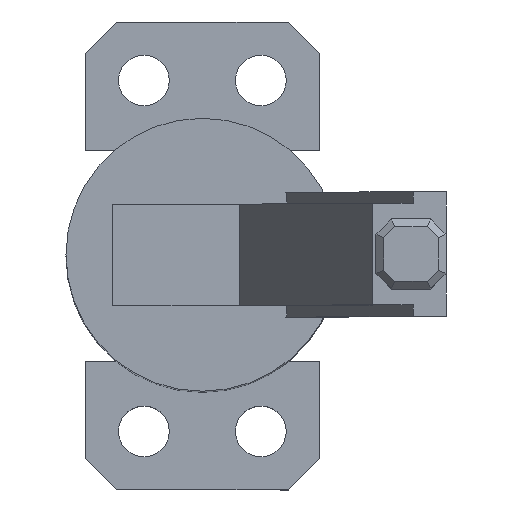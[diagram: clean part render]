
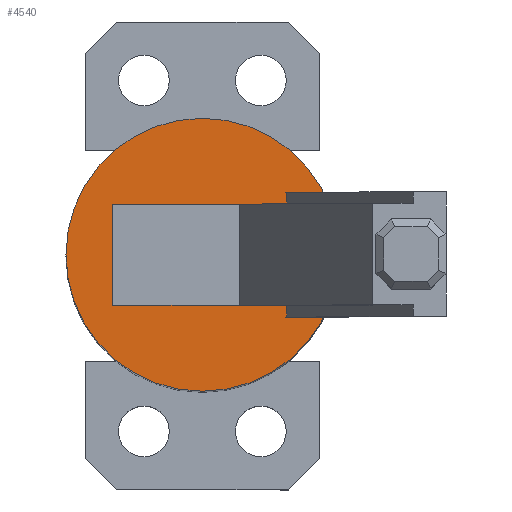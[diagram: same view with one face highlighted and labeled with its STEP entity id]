
A CAD part, top view. The second image highlights one B-rep face of the part: STEP entity #4540.
In plain terms, the highlighted face is planar.
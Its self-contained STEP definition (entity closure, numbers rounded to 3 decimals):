
#11 = CARTESIAN_POINT ( 'NONE',  ( -8., 0., -10.794 ) ) ;
#23 = ORIENTED_EDGE ( 'NONE', *, *, #999, .F. ) ;
#50 = VECTOR ( 'NONE', #3676, 1000. ) ;
#122 = DIRECTION ( 'NONE',  ( 0., 0., 1. ) ) ;
#185 = DIRECTION ( 'NONE',  ( -1., 0., 0. ) ) ;
#255 = VECTOR ( 'NONE', #4484, 1000. ) ;
#264 = CARTESIAN_POINT ( 'NONE',  ( 0., 0., 11.5 ) ) ;
#271 = ORIENTED_EDGE ( 'NONE', *, *, #3761, .T. ) ;
#354 = VERTEX_POINT ( 'NONE', #4544 ) ;
#377 = CARTESIAN_POINT ( 'NONE',  ( 0., 0., -15. ) ) ;
#625 = VECTOR ( 'NONE', #1213, 1000. ) ;
#626 = LINE ( 'NONE', #2077, #3856 ) ;
#660 = ORIENTED_EDGE ( 'NONE', *, *, #4558, .T. ) ;
#742 = CARTESIAN_POINT ( 'NONE',  ( 0., 0., -17.5 ) ) ;
#752 = AXIS2_PLACEMENT_3D ( 'NONE', #857, #2130, #122 ) ;
#809 = CARTESIAN_POINT ( 'NONE',  ( 0., 0., 0. ) ) ;
#836 = FACE_OUTER_BOUND ( 'NONE', #1536, .T. ) ;
#857 = CARTESIAN_POINT ( 'NONE',  ( 0., 0., 0. ) ) ;
#999 = EDGE_CURVE ( 'NONE', #2141, #2710, #2598, .T. ) ;
#1033 = LINE ( 'NONE', #264, #255 ) ;
#1044 = DIRECTION ( 'NONE',  ( 0., 0., 1. ) ) ;
#1063 = DIRECTION ( 'NONE',  ( 0., 1., 0. ) ) ;
#1110 = VECTOR ( 'NONE', #3910, 1000. ) ;
#1160 = CARTESIAN_POINT ( 'NONE',  ( -6.5, 0., 11.5 ) ) ;
#1213 = DIRECTION ( 'NONE',  ( 1., 0., 0. ) ) ;
#1311 = AXIS2_PLACEMENT_3D ( 'NONE', #809, #2478, #2953 ) ;
#1376 = ORIENTED_EDGE ( 'NONE', *, *, #3620, .T. ) ;
#1500 = PLANE ( 'NONE',  #4880 ) ;
#1530 = CARTESIAN_POINT ( 'NONE',  ( -6.5, 0., 0. ) ) ;
#1536 = EDGE_LOOP ( 'NONE', ( #4562, #4218 ) ) ;
#1538 = CARTESIAN_POINT ( 'NONE',  ( -6.5, 0., -10.794 ) ) ;
#1611 = LINE ( 'NONE', #377, #50 ) ;
#1643 = VERTEX_POINT ( 'NONE', #2047 ) ;
#2047 = CARTESIAN_POINT ( 'NONE',  ( 0., 0., 17.5 ) ) ;
#2077 = CARTESIAN_POINT ( 'NONE',  ( -8., 0., 0. ) ) ;
#2080 = VERTEX_POINT ( 'NONE', #4893 ) ;
#2130 = DIRECTION ( 'NONE',  ( 0., -1., 0. ) ) ;
#2141 = VERTEX_POINT ( 'NONE', #1538 ) ;
#2326 = VECTOR ( 'NONE', #1044, 1000. ) ;
#2348 = EDGE_LOOP ( 'NONE', ( #4260, #271, #3326, #3920, #1376, #660, #23, #3507 ) ) ;
#2470 = EDGE_CURVE ( 'NONE', #1643, #2719, #3998, .T. ) ;
#2478 = DIRECTION ( 'NONE',  ( 0., -1., 0. ) ) ;
#2496 = CIRCLE ( 'NONE', #1311, 17.5 ) ;
#2505 = DIRECTION ( 'NONE',  ( 0., 0., 1. ) ) ;
#2507 = CARTESIAN_POINT ( 'NONE',  ( 8., 0., -10.794 ) ) ;
#2598 = LINE ( 'NONE', #1530, #4243 ) ;
#2643 = CARTESIAN_POINT ( 'NONE',  ( 8., 0., 0. ) ) ;
#2710 = VERTEX_POINT ( 'NONE', #1160 ) ;
#2719 = VERTEX_POINT ( 'NONE', #742 ) ;
#2818 = CARTESIAN_POINT ( 'NONE',  ( 6.5, 0., 0. ) ) ;
#2846 = VERTEX_POINT ( 'NONE', #11 ) ;
#2889 = EDGE_CURVE ( 'NONE', #2719, #1643, #2496, .T. ) ;
#2953 = DIRECTION ( 'NONE',  ( 0., 0., 1. ) ) ;
#3086 = EDGE_CURVE ( 'NONE', #3695, #5288, #4602, .T. ) ;
#3116 = EDGE_CURVE ( 'NONE', #5288, #354, #4976, .T. ) ;
#3147 = DIRECTION ( 'NONE',  ( 0., 0., 1. ) ) ;
#3326 = ORIENTED_EDGE ( 'NONE', *, *, #3086, .T. ) ;
#3507 = ORIENTED_EDGE ( 'NONE', *, *, #3924, .F. ) ;
#3620 = EDGE_CURVE ( 'NONE', #354, #4820, #3921, .T. ) ;
#3676 = DIRECTION ( 'NONE',  ( 1., 0., 0. ) ) ;
#3695 = VERTEX_POINT ( 'NONE', #4874 ) ;
#3755 = CARTESIAN_POINT ( 'NONE',  ( 8., 0., -10.794 ) ) ;
#3761 = EDGE_CURVE ( 'NONE', #2080, #3695, #1611, .T. ) ;
#3856 = VECTOR ( 'NONE', #2505, 1000. ) ;
#3910 = DIRECTION ( 'NONE',  ( 0., 0., 1. ) ) ;
#3920 = ORIENTED_EDGE ( 'NONE', *, *, #3116, .T. ) ;
#3921 = LINE ( 'NONE', #2818, #2326 ) ;
#3924 = EDGE_CURVE ( 'NONE', #2846, #2141, #4897, .T. ) ;
#3998 = CIRCLE ( 'NONE', #752, 17.5 ) ;
#4218 = ORIENTED_EDGE ( 'NONE', *, *, #2889, .F. ) ;
#4243 = VECTOR ( 'NONE', #3147, 1000. ) ;
#4260 = ORIENTED_EDGE ( 'NONE', *, *, #4913, .F. ) ;
#4320 = FACE_BOUND ( 'NONE', #2348, .T. ) ;
#4447 = DIRECTION ( 'NONE',  ( 0., 0., 1. ) ) ;
#4484 = DIRECTION ( 'NONE',  ( -1., 0., 0. ) ) ;
#4540 = ADVANCED_FACE ( 'NONE', ( #4320, #836 ), #1500, .T. ) ;
#4544 = CARTESIAN_POINT ( 'NONE',  ( 6.5, 0., -10.794 ) ) ;
#4558 = EDGE_CURVE ( 'NONE', #4820, #2710, #1033, .T. ) ;
#4562 = ORIENTED_EDGE ( 'NONE', *, *, #2470, .F. ) ;
#4602 = LINE ( 'NONE', #2643, #1110 ) ;
#4626 = CARTESIAN_POINT ( 'NONE',  ( 6.5, 0., 11.5 ) ) ;
#4719 = VECTOR ( 'NONE', #185, 1000. ) ;
#4735 = CARTESIAN_POINT ( 'NONE',  ( -8., 0., -10.794 ) ) ;
#4820 = VERTEX_POINT ( 'NONE', #4626 ) ;
#4859 = CARTESIAN_POINT ( 'NONE',  ( 0., 0., 0. ) ) ;
#4874 = CARTESIAN_POINT ( 'NONE',  ( 8., 0., -15. ) ) ;
#4880 = AXIS2_PLACEMENT_3D ( 'NONE', #4859, #1063, #4447 ) ;
#4893 = CARTESIAN_POINT ( 'NONE',  ( -8., 0., -15. ) ) ;
#4897 = LINE ( 'NONE', #3755, #625 ) ;
#4913 = EDGE_CURVE ( 'NONE', #2080, #2846, #626, .T. ) ;
#4976 = LINE ( 'NONE', #4735, #4719 ) ;
#5288 = VERTEX_POINT ( 'NONE', #2507 ) ;
